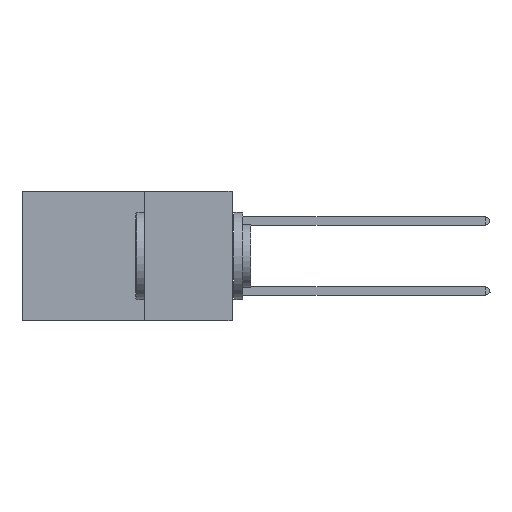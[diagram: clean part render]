
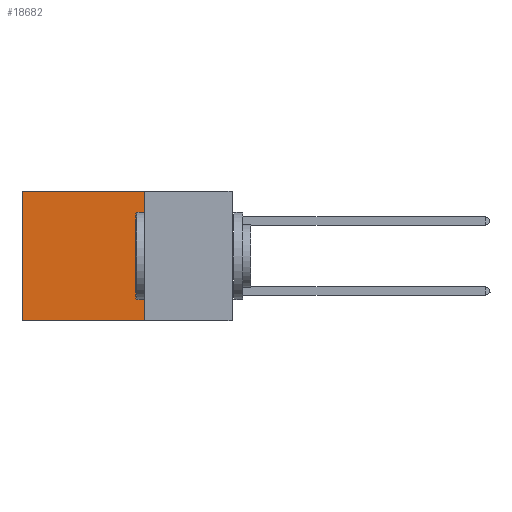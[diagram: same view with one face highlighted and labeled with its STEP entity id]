
A CAD part, left-side view. The second image highlights one B-rep face of the part: STEP entity #18682.
In plain terms, the highlighted planar face has unit normal (-1, 0, 0).
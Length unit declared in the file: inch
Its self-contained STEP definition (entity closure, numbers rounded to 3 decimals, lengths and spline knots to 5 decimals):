
#426 = VECTOR ( 'NONE', #21612, 39.37008 ) ;
#1958 = VECTOR ( 'NONE', #7911, 39.37008 ) ;
#2077 = ORIENTED_EDGE ( 'NONE', *, *, #25637, .F. ) ;
#2126 = CARTESIAN_POINT ( 'NONE',  ( 0.2875, 0.25, 0. ) ) ;
#6415 = VERTEX_POINT ( 'NONE', #32867 ) ;
#6870 = CARTESIAN_POINT ( 'NONE',  ( 0.2875, 0.25, -0.37 ) ) ;
#7194 = CARTESIAN_POINT ( 'NONE',  ( 0.2875, 0.25, 0. ) ) ;
#7911 = DIRECTION ( 'NONE',  ( 0., 0., -1. ) ) ;
#8264 = VECTOR ( 'NONE', #19957, 39.37008 ) ;
#10527 = AXIS2_PLACEMENT_3D ( 'NONE', #7194, #41440, #38667 ) ;
#10552 = ORIENTED_EDGE ( 'NONE', *, *, #12455, .T. ) ;
#11294 = LINE ( 'NONE', #39095, #1958 ) ;
#11775 = FACE_OUTER_BOUND ( 'NONE', #38832, .T. ) ;
#12455 = EDGE_CURVE ( 'NONE', #29493, #6415, #40377, .T. ) ;
#13573 = EDGE_CURVE ( 'NONE', #29493, #21353, #11294, .T. ) ;
#14302 = CARTESIAN_POINT ( 'NONE',  ( 0.2875, 0.25, 0. ) ) ;
#16620 = CARTESIAN_POINT ( 'NONE',  ( 0.2875, 0.25, -0.37 ) ) ;
#18091 = CARTESIAN_POINT ( 'NONE',  ( 0.2875, 0.6, -0.37 ) ) ;
#18682 = ADVANCED_FACE ( 'NONE', ( #11775 ), #27969, .F. ) ;
#19957 = DIRECTION ( 'NONE',  ( 0., 1., 0. ) ) ;
#21004 = EDGE_CURVE ( 'NONE', #6415, #43212, #26416, .T. ) ;
#21353 = VERTEX_POINT ( 'NONE', #6870 ) ;
#21612 = DIRECTION ( 'NONE',  ( 0., 1., 0. ) ) ;
#25637 = EDGE_CURVE ( 'NONE', #21353, #43212, #42776, .T. ) ;
#26416 = LINE ( 'NONE', #28558, #40098 ) ;
#27969 = PLANE ( 'NONE',  #10527 ) ;
#28064 = ORIENTED_EDGE ( 'NONE', *, *, #13573, .F. ) ;
#28558 = CARTESIAN_POINT ( 'NONE',  ( 0.2875, 0.6, 0. ) ) ;
#29493 = VERTEX_POINT ( 'NONE', #2126 ) ;
#29795 = ORIENTED_EDGE ( 'NONE', *, *, #21004, .T. ) ;
#32867 = CARTESIAN_POINT ( 'NONE',  ( 0.2875, 0.6, 0. ) ) ;
#38667 = DIRECTION ( 'NONE',  ( 0., 0., -1. ) ) ;
#38832 = EDGE_LOOP ( 'NONE', ( #29795, #2077, #28064, #10552 ) ) ;
#39095 = CARTESIAN_POINT ( 'NONE',  ( 0.2875, 0.25, 0. ) ) ;
#40098 = VECTOR ( 'NONE', #42223, 39.37008 ) ;
#40377 = LINE ( 'NONE', #14302, #426 ) ;
#41440 = DIRECTION ( 'NONE',  ( 1., 0., 0. ) ) ;
#42223 = DIRECTION ( 'NONE',  ( 0., 0., -1. ) ) ;
#42776 = LINE ( 'NONE', #16620, #8264 ) ;
#43212 = VERTEX_POINT ( 'NONE', #18091 ) ;
